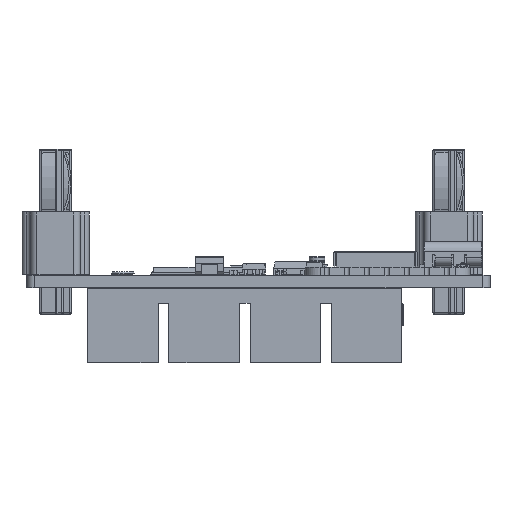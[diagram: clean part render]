
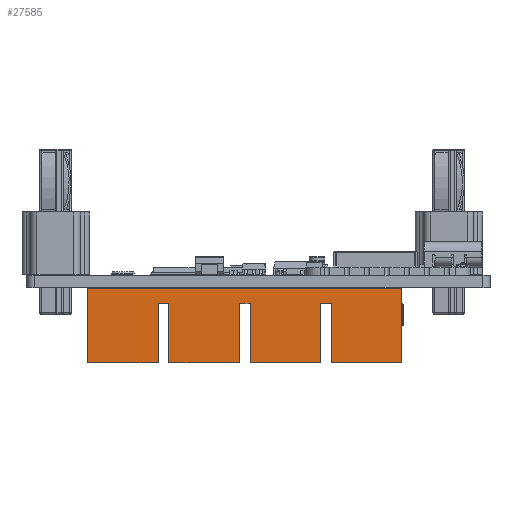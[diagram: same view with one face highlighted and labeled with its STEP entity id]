
A CAD part, left-side view. The second image highlights one B-rep face of the part: STEP entity #27585.
In plain terms, the highlighted planar face has unit normal (-1, 0, 0).
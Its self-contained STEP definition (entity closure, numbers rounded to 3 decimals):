
#26285 = VERTEX_POINT('',#26286);
#26286 = CARTESIAN_POINT('',(-17.5,1.9,-11.05));
#26292 = EDGE_CURVE('',#26285,#26293,#26295,.T.);
#26293 = VERTEX_POINT('',#26294);
#26294 = CARTESIAN_POINT('',(-17.5,1.9,-9.7));
#26295 = LINE('',#26296,#26297);
#26296 = CARTESIAN_POINT('',(-17.5,1.9,20.));
#26297 = VECTOR('',#26298,1.);
#26298 = DIRECTION('',(-0.,-0.,1.));
#26317 = VERTEX_POINT('',#26318);
#26318 = CARTESIAN_POINT('',(-17.5,1.9,-0.7));
#26324 = EDGE_CURVE('',#26317,#26325,#26327,.T.);
#26325 = VERTEX_POINT('',#26326);
#26326 = CARTESIAN_POINT('',(-17.5,1.9,0.65));
#26327 = LINE('',#26328,#26329);
#26328 = CARTESIAN_POINT('',(-17.5,1.9,20.));
#26329 = VECTOR('',#26330,1.);
#26330 = DIRECTION('',(-0.,-0.,1.));
#26349 = VERTEX_POINT('',#26350);
#26350 = CARTESIAN_POINT('',(-17.5,1.9,9.65));
#26356 = EDGE_CURVE('',#26349,#26357,#26359,.T.);
#26357 = VERTEX_POINT('',#26358);
#26358 = CARTESIAN_POINT('',(-17.5,1.9,11.));
#26359 = LINE('',#26360,#26361);
#26360 = CARTESIAN_POINT('',(-17.5,1.9,20.));
#26361 = VECTOR('',#26362,1.);
#26362 = DIRECTION('',(-0.,-0.,1.));
#27219 = VERTEX_POINT('',#27220);
#27220 = CARTESIAN_POINT('',(-17.5,0.,20.));
#27226 = EDGE_CURVE('',#27227,#27219,#27229,.T.);
#27227 = VERTEX_POINT('',#27228);
#27228 = CARTESIAN_POINT('',(-17.5,0.,-20.));
#27229 = LINE('',#27230,#27231);
#27230 = CARTESIAN_POINT('',(-17.5,0.,20.));
#27231 = VECTOR('',#27232,1.);
#27232 = DIRECTION('',(-0.,-0.,1.));
#27359 = EDGE_CURVE('',#27360,#27227,#27362,.T.);
#27360 = VERTEX_POINT('',#27361);
#27361 = CARTESIAN_POINT('',(-17.5,9.5,-20.));
#27362 = LINE('',#27363,#27364);
#27363 = CARTESIAN_POINT('',(-17.5,1.9,-20.));
#27364 = VECTOR('',#27365,1.);
#27365 = DIRECTION('',(-0.,-1.,-0.));
#27585 = ADVANCED_FACE('',(#27586),#27673,.F.);
#27586 = FACE_BOUND('',#27587,.T.);
#27587 = EDGE_LOOP('',(#27588,#27596,#27597,#27598,#27606,#27614,#27620,
    #27621,#27629,#27637,#27643,#27644,#27652,#27660,#27666,#27667));
#27588 = ORIENTED_EDGE('',*,*,#27589,.F.);
#27589 = EDGE_CURVE('',#27360,#27590,#27592,.T.);
#27590 = VERTEX_POINT('',#27591);
#27591 = CARTESIAN_POINT('',(-17.5,9.5,-11.05));
#27592 = LINE('',#27593,#27594);
#27593 = CARTESIAN_POINT('',(-17.5,9.5,-20.05));
#27594 = VECTOR('',#27595,1.);
#27595 = DIRECTION('',(0.,0.,1.));
#27596 = ORIENTED_EDGE('',*,*,#27359,.T.);
#27597 = ORIENTED_EDGE('',*,*,#27226,.T.);
#27598 = ORIENTED_EDGE('',*,*,#27599,.F.);
#27599 = EDGE_CURVE('',#27600,#27219,#27602,.T.);
#27600 = VERTEX_POINT('',#27601);
#27601 = CARTESIAN_POINT('',(-17.5,9.5,20.));
#27602 = LINE('',#27603,#27604);
#27603 = CARTESIAN_POINT('',(-17.5,1.9,20.));
#27604 = VECTOR('',#27605,1.);
#27605 = DIRECTION('',(-0.,-1.,-0.));
#27606 = ORIENTED_EDGE('',*,*,#27607,.F.);
#27607 = EDGE_CURVE('',#27608,#27600,#27610,.T.);
#27608 = VERTEX_POINT('',#27609);
#27609 = CARTESIAN_POINT('',(-17.5,9.5,11.));
#27610 = LINE('',#27611,#27612);
#27611 = CARTESIAN_POINT('',(-17.5,9.5,11.));
#27612 = VECTOR('',#27613,1.);
#27613 = DIRECTION('',(0.,0.,1.));
#27614 = ORIENTED_EDGE('',*,*,#27615,.F.);
#27615 = EDGE_CURVE('',#26357,#27608,#27616,.T.);
#27616 = LINE('',#27617,#27618);
#27617 = CARTESIAN_POINT('',(-17.5,0.,11.));
#27618 = VECTOR('',#27619,1.);
#27619 = DIRECTION('',(0.,1.,-0.));
#27620 = ORIENTED_EDGE('',*,*,#26356,.F.);
#27621 = ORIENTED_EDGE('',*,*,#27622,.T.);
#27622 = EDGE_CURVE('',#26349,#27623,#27625,.T.);
#27623 = VERTEX_POINT('',#27624);
#27624 = CARTESIAN_POINT('',(-17.5,9.5,9.65));
#27625 = LINE('',#27626,#27627);
#27626 = CARTESIAN_POINT('',(-17.5,0.,9.65));
#27627 = VECTOR('',#27628,1.);
#27628 = DIRECTION('',(0.,1.,-0.));
#27629 = ORIENTED_EDGE('',*,*,#27630,.F.);
#27630 = EDGE_CURVE('',#27631,#27623,#27633,.T.);
#27631 = VERTEX_POINT('',#27632);
#27632 = CARTESIAN_POINT('',(-17.5,9.5,0.65));
#27633 = LINE('',#27634,#27635);
#27634 = CARTESIAN_POINT('',(-17.5,9.5,0.65));
#27635 = VECTOR('',#27636,1.);
#27636 = DIRECTION('',(0.,0.,1.));
#27637 = ORIENTED_EDGE('',*,*,#27638,.F.);
#27638 = EDGE_CURVE('',#26325,#27631,#27639,.T.);
#27639 = LINE('',#27640,#27641);
#27640 = CARTESIAN_POINT('',(-17.5,0.,0.65));
#27641 = VECTOR('',#27642,1.);
#27642 = DIRECTION('',(0.,1.,-0.));
#27643 = ORIENTED_EDGE('',*,*,#26324,.F.);
#27644 = ORIENTED_EDGE('',*,*,#27645,.T.);
#27645 = EDGE_CURVE('',#26317,#27646,#27648,.T.);
#27646 = VERTEX_POINT('',#27647);
#27647 = CARTESIAN_POINT('',(-17.5,9.5,-0.7));
#27648 = LINE('',#27649,#27650);
#27649 = CARTESIAN_POINT('',(-17.5,0.,-0.7));
#27650 = VECTOR('',#27651,1.);
#27651 = DIRECTION('',(0.,1.,-0.));
#27652 = ORIENTED_EDGE('',*,*,#27653,.F.);
#27653 = EDGE_CURVE('',#27654,#27646,#27656,.T.);
#27654 = VERTEX_POINT('',#27655);
#27655 = CARTESIAN_POINT('',(-17.5,9.5,-9.7));
#27656 = LINE('',#27657,#27658);
#27657 = CARTESIAN_POINT('',(-17.5,9.5,-9.7));
#27658 = VECTOR('',#27659,1.);
#27659 = DIRECTION('',(0.,0.,1.));
#27660 = ORIENTED_EDGE('',*,*,#27661,.F.);
#27661 = EDGE_CURVE('',#26293,#27654,#27662,.T.);
#27662 = LINE('',#27663,#27664);
#27663 = CARTESIAN_POINT('',(-17.5,0.,-9.7));
#27664 = VECTOR('',#27665,1.);
#27665 = DIRECTION('',(0.,1.,-0.));
#27666 = ORIENTED_EDGE('',*,*,#26292,.F.);
#27667 = ORIENTED_EDGE('',*,*,#27668,.T.);
#27668 = EDGE_CURVE('',#26285,#27590,#27669,.T.);
#27669 = LINE('',#27670,#27671);
#27670 = CARTESIAN_POINT('',(-17.5,0.,-11.05));
#27671 = VECTOR('',#27672,1.);
#27672 = DIRECTION('',(0.,1.,-0.));
#27673 = PLANE('',#27674);
#27674 = AXIS2_PLACEMENT_3D('',#27675,#27676,#27677);
#27675 = CARTESIAN_POINT('',(-17.5,1.9,20.));
#27676 = DIRECTION('',(1.,-0.,0.));
#27677 = DIRECTION('',(0.,0.,-1.));
